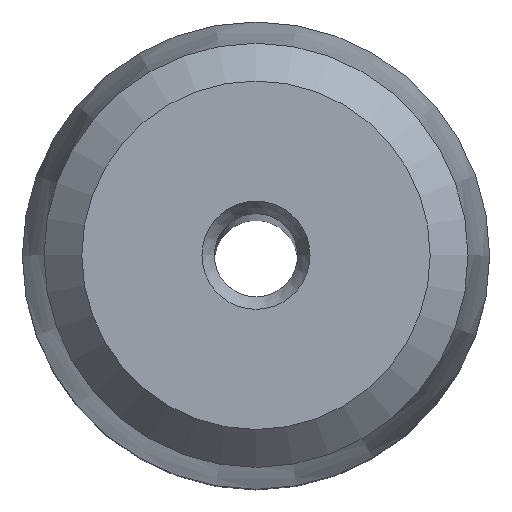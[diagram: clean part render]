
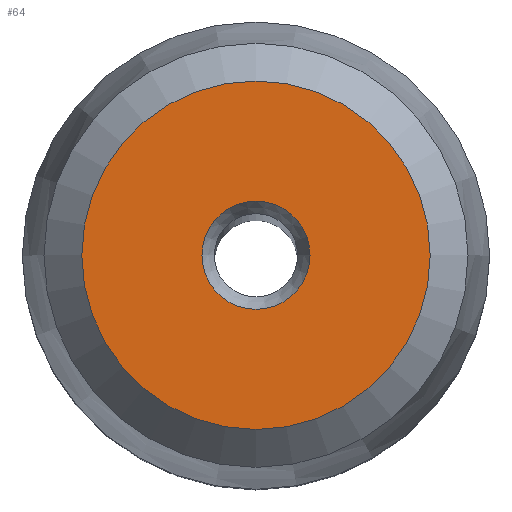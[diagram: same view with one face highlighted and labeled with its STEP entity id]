
A CAD part, top view. The second image highlights one B-rep face of the part: STEP entity #64.
In plain terms, the highlighted planar face has unit normal (0, 0, 1).
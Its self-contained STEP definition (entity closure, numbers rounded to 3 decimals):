
#64=ADVANCED_FACE('',(#100,#101),#89,.F.);
#89=PLANE('',#847);
#100=FACE_BOUND('',#134,.T.);
#101=FACE_BOUND('',#135,.T.);
#134=EDGE_LOOP('',(#176));
#135=EDGE_LOOP('',(#177));
#176=ORIENTED_EDGE('',*,*,#288,.F.);
#177=ORIENTED_EDGE('',*,*,#289,.T.);
#256=VERTEX_POINT('',#1140);
#257=VERTEX_POINT('',#1142);
#288=EDGE_CURVE('',#256,#256,#329,.T.);
#289=EDGE_CURVE('',#257,#257,#330,.T.);
#329=CIRCLE('',#845,1.3);
#330=CIRCLE('',#846,4.19);
#845=AXIS2_PLACEMENT_3D('',#1139,#959,#960);
#846=AXIS2_PLACEMENT_3D('',#1141,#961,#962);
#847=AXIS2_PLACEMENT_3D('',#1143,#963,#964);
#959=DIRECTION('',(0.,0.,1.));
#960=DIRECTION('',(-1.,0.,0.));
#961=DIRECTION('',(0.,0.,1.));
#962=DIRECTION('',(-1.,0.,0.));
#963=DIRECTION('',(0.,0.,-1.));
#964=DIRECTION('',(-1.,0.,0.));
#1139=CARTESIAN_POINT('',(0.,0.,100.));
#1140=CARTESIAN_POINT('',(-1.3,0.,100.));
#1141=CARTESIAN_POINT('',(0.,0.,100.));
#1142=CARTESIAN_POINT('',(-4.19,0.,100.));
#1143=CARTESIAN_POINT('',(0.,0.,100.));
